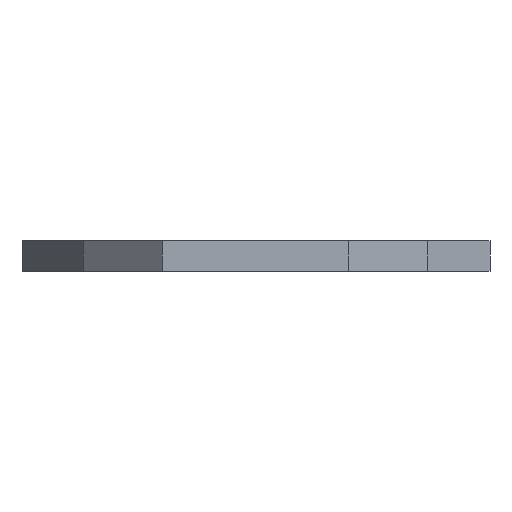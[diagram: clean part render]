
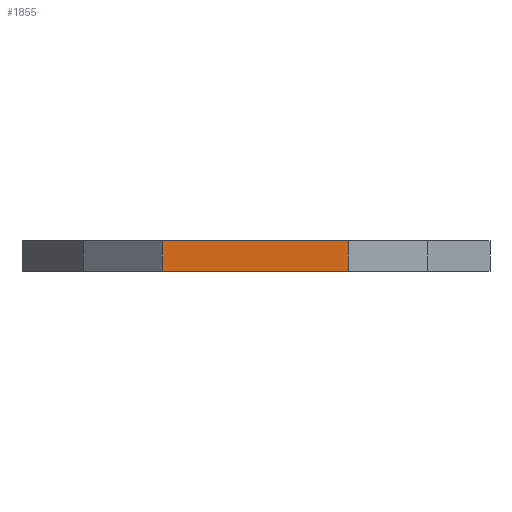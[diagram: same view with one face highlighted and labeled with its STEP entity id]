
A CAD part, front view. The second image highlights one B-rep face of the part: STEP entity #1855.
In plain terms, the highlighted planar face has unit normal (0, -1, 0).
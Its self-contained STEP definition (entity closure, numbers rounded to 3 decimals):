
#312=FACE_OUTER_BOUND('',#409,.T.);
#409=EDGE_LOOP('',(#1642,#1643,#1644,#1645));
#632=LINE('',#2872,#855);
#633=LINE('',#2875,#856);
#634=LINE('',#2877,#857);
#635=LINE('',#2878,#858);
#855=VECTOR('',#2379,10.);
#856=VECTOR('',#2382,10.);
#857=VECTOR('',#2383,10.);
#858=VECTOR('',#2384,10.);
#1007=VERTEX_POINT('',#2868);
#1008=VERTEX_POINT('',#2870);
#1009=VERTEX_POINT('',#2874);
#1010=VERTEX_POINT('',#2876);
#1230=EDGE_CURVE('',#1007,#1008,#632,.T.);
#1231=EDGE_CURVE('',#1009,#1007,#633,.T.);
#1232=EDGE_CURVE('',#1010,#1008,#634,.T.);
#1233=EDGE_CURVE('',#1009,#1010,#635,.T.);
#1642=ORIENTED_EDGE('',*,*,#1231,.T.);
#1643=ORIENTED_EDGE('',*,*,#1230,.T.);
#1644=ORIENTED_EDGE('',*,*,#1232,.F.);
#1645=ORIENTED_EDGE('',*,*,#1233,.F.);
#1768=PLANE('',#1972);
#1855=ADVANCED_FACE('',(#312),#1768,.T.);
#1972=AXIS2_PLACEMENT_3D('',#2873,#2380,#2381);
#2379=DIRECTION('',(0.,0.,1.));
#2380=DIRECTION('center_axis',(0.,-1.,0.));
#2381=DIRECTION('ref_axis',(1.,0.,0.));
#2382=DIRECTION('',(1.,0.,0.));
#2383=DIRECTION('',(1.,0.,0.));
#2384=DIRECTION('',(0.,0.,1.));
#2868=CARTESIAN_POINT('',(13.21,-54.208,0.));
#2870=CARTESIAN_POINT('',(13.21,-54.208,1.2));
#2872=CARTESIAN_POINT('',(13.21,-54.208,0.));
#2873=CARTESIAN_POINT('Origin',(5.951,-54.208,0.));
#2874=CARTESIAN_POINT('',(5.951,-54.208,0.));
#2875=CARTESIAN_POINT('',(5.951,-54.208,0.));
#2876=CARTESIAN_POINT('',(5.951,-54.208,1.2));
#2877=CARTESIAN_POINT('',(5.951,-54.208,1.2));
#2878=CARTESIAN_POINT('',(5.951,-54.208,0.));
